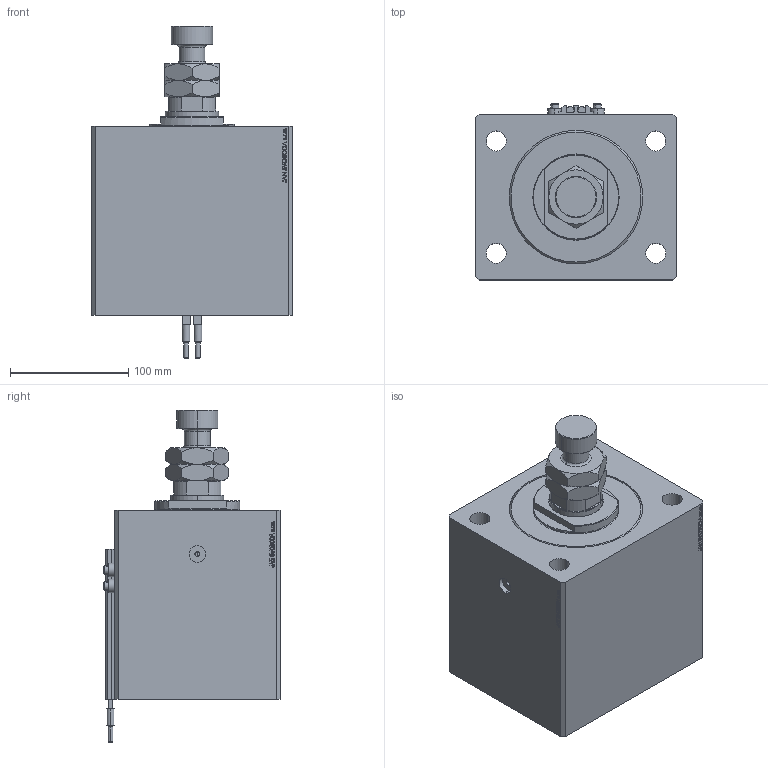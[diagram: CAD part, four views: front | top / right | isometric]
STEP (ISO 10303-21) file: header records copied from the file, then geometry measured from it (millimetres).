
FILE_DESCRIPTION (( 'STEP AP203' ), '1' );
FILE_NAME ('90b5.STEP', '2023-10-07T16:46:27', ( '' ), ( '' ), 'SwSTEP 2.0', 'SolidWorks 2019', '' );
FILE_SCHEMA (( 'CONFIG_CONTROL_DESIGN' ));
Length unit declared in the file: millimetre
Products named in the file (7): MFA ff32223ec0e83b0eeceb0bcac67ec444; SWITCH_V250CE ff32223ec0e83b0eeceb0bcac67ec444; V250CE_VC_C ff32223ec0e83b0eeceb0bcac67ec444; ALLEN BOLT V250CE ff32223ec0e83b0eeceb0bcac67ec444; 90b5; V250CE_C_VCP ff32223ec0e83b0eeceb0bcac67ec444; V250CE_C_Body ff32223ec0e83b0eeceb0bcac67ec444
Assembly tree (10 placements, depth 2):
  90b5
    V250CE_C_Body ff32223ec0e83b0eeceb0bcac67ec444
    ALLEN BOLT V250CE ff32223ec0e83b0eeceb0bcac67ec444  x4
    V250CE_C_VCP ff32223ec0e83b0eeceb0bcac67ec444
    V250CE_VC_C ff32223ec0e83b0eeceb0bcac67ec444
    MFA ff32223ec0e83b0eeceb0bcac67ec444
    SWITCH_V250CE ff32223ec0e83b0eeceb0bcac67ec444  x2
Bounding box: 170 x 149 x 281 mm (x, y, z)
Volume: 3445534.4 mm3; surface area: 337707.9 mm2
Topology: 11 solids, 11 shells, 1142 faces, 2824 edges, 1825 vertices
Faces by surface type: plane 552, bspline 374, cylinder 104, cone 90, torus 22
Entity records: 49932 total; most frequent: CARTESIAN_POINT 26645, ORIENTED_EDGE 5230, DIRECTION 3395, EDGE_CURVE 2615, VERTEX_POINT 1711, LINE 1541, VECTOR 1541, EDGE_LOOP 1168
